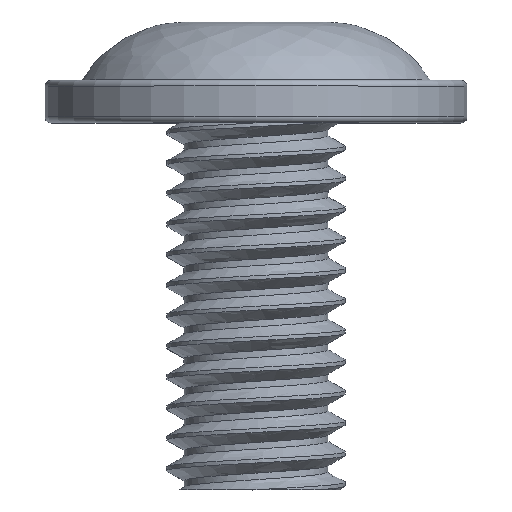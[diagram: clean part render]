
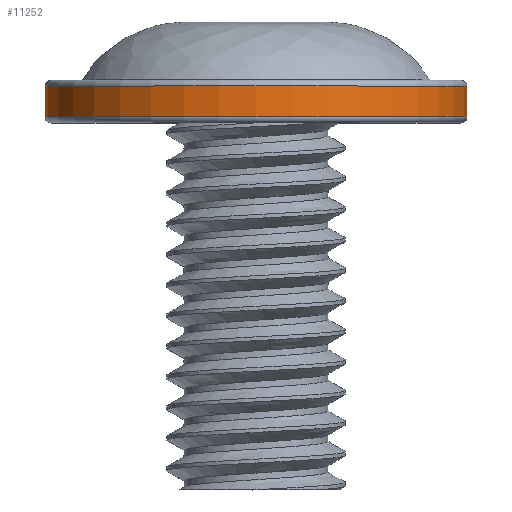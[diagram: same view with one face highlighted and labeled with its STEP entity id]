
A CAD part, top view. The second image highlights one B-rep face of the part: STEP entity #11252.
In plain terms, the highlighted cylindrical face has radius 3.45 mm (diameter 6.9 mm), a full revolution.
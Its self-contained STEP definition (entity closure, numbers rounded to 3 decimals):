
#18=FACE_BOUND('',#2000,.T.);
#96=CIRCLE('',#11751,3.45);
#97=CIRCLE('',#11753,3.45);
#137=CYLINDRICAL_SURFACE('',#11752,3.45);
#1376=FACE_OUTER_BOUND('',#1999,.T.);
#1999=EDGE_LOOP('',(#8638));
#2000=EDGE_LOOP('',(#8639));
#4952=VERTEX_POINT('',#18135);
#4953=VERTEX_POINT('',#18138);
#6367=EDGE_CURVE('',#4952,#4952,#96,.T.);
#6368=EDGE_CURVE('',#4953,#4953,#97,.T.);
#8638=ORIENTED_EDGE('',*,*,#6368,.F.);
#8639=ORIENTED_EDGE('',*,*,#6367,.F.);
#11252=ADVANCED_FACE('',(#1376,#18),#137,.T.);
#11751=AXIS2_PLACEMENT_3D('',#18136,#12806,#12807);
#11752=AXIS2_PLACEMENT_3D('',#18137,#12808,#12809);
#11753=AXIS2_PLACEMENT_3D('',#18139,#12810,#12811);
#12806=DIRECTION('center_axis',(0.,-1.,0.));
#12807=DIRECTION('ref_axis',(0.,0.,-1.));
#12808=DIRECTION('center_axis',(0.,1.,0.));
#12809=DIRECTION('ref_axis',(0.,0.,1.));
#12810=DIRECTION('center_axis',(0.,1.,0.));
#12811=DIRECTION('ref_axis',(0.,0.,-1.));
#18135=CARTESIAN_POINT('',(0.,6.1,3.45));
#18136=CARTESIAN_POINT('Origin',(0.,6.1,0.));
#18137=CARTESIAN_POINT('Origin',(0.,6.35,0.));
#18138=CARTESIAN_POINT('',(0.,6.6,3.45));
#18139=CARTESIAN_POINT('Origin',(0.,6.6,0.));
